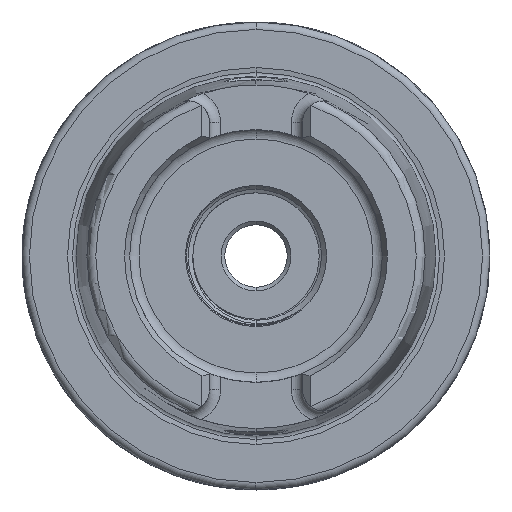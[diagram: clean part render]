
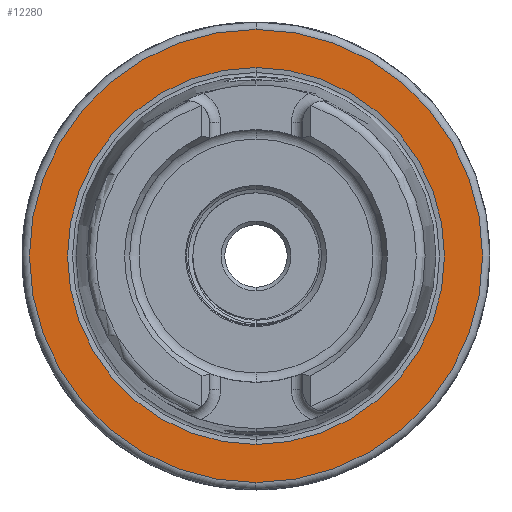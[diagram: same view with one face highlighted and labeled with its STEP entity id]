
A CAD part, left-side view. The second image highlights one B-rep face of the part: STEP entity #12280.
In plain terms, the highlighted planar face has unit normal (-1, 0, 0).
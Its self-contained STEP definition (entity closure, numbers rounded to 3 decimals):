
#3367 = CARTESIAN_POINT ( 'NONE',  ( 0., 0., 30.5 ) ) ;
#3374 = CARTESIAN_POINT ( 'NONE',  ( 0., 0., -25.369 ) ) ;
#3375 = CARTESIAN_POINT ( 'NONE',  ( 0., 0., 25.369 ) ) ;
#5875 = CARTESIAN_POINT ( 'NONE',  ( 0., 0., 0. ) ) ;
#5876 = DIRECTION ( 'NONE',  ( 1., 0., 0. ) ) ;
#5877 = DIRECTION ( 'NONE',  ( 0., 0., -1. ) ) ;
#7932 = VERTEX_POINT ( 'NONE', #9955 ) ;
#7933 = VERTEX_POINT ( 'NONE', #3367 ) ;
#7940 = VERTEX_POINT ( 'NONE', #3374 ) ;
#7941 = VERTEX_POINT ( 'NONE', #3375 ) ;
#8610 = EDGE_LOOP ( 'NONE', ( #13492, #13493 ) ) ;
#8611 = EDGE_LOOP ( 'NONE', ( #13495, #13494 ) ) ;
#9427 = EDGE_CURVE ( 'NONE', #7932, #7933, #15766, .T. ) ;
#9428 = EDGE_CURVE ( 'NONE', #7940, #7941, #15767, .T. ) ;
#9551 = AXIS2_PLACEMENT_3D ( 'NONE', #17151, #17152, #17153 ) ;
#9758 = AXIS2_PLACEMENT_3D ( 'NONE', #5875, #5876, #5877 ) ;
#9955 = CARTESIAN_POINT ( 'NONE',  ( 0., 0., -30.5 ) ) ;
#10138 = FACE_OUTER_BOUND ( 'NONE', #8610, .T. ) ;
#10141 = FACE_BOUND ( 'NONE', #8611, .T. ) ;
#10143 = AXIS2_PLACEMENT_3D ( 'NONE', #10956, #10957, #10958 ) ;
#10955 = PLANE ( 'NONE',  #10143 ) ;
#10956 = CARTESIAN_POINT ( 'NONE',  ( 0., 25.369, 0. ) ) ;
#10957 = DIRECTION ( 'NONE',  ( -1., 0., 0. ) ) ;
#10958 = DIRECTION ( 'NONE',  ( 0., 0., 1. ) ) ;
#12280 = ADVANCED_FACE ( 'NONE', ( #10138, #10141 ), #10955, .T. ) ;
#12331 = EDGE_CURVE ( 'NONE', #7933, #7932, #15866, .T. ) ;
#12439 = EDGE_CURVE ( 'NONE', #7941, #7940, #15905, .T. ) ;
#12476 = AXIS2_PLACEMENT_3D ( 'NONE', #16748, #16749, #16750 ) ;
#13492 = ORIENTED_EDGE ( 'NONE', *, *, #12331, .T. ) ;
#13493 = ORIENTED_EDGE ( 'NONE', *, *, #9427, .T. ) ;
#13494 = ORIENTED_EDGE ( 'NONE', *, *, #9428, .T. ) ;
#13495 = ORIENTED_EDGE ( 'NONE', *, *, #12439, .T. ) ;
#15766 = CIRCLE ( 'NONE', #18897, 30.5 ) ;
#15767 = CIRCLE ( 'NONE', #12476, 25.369 ) ;
#15866 = CIRCLE ( 'NONE', #9551, 30.5 ) ;
#15905 = CIRCLE ( 'NONE', #9758, 25.369 ) ;
#16745 = CARTESIAN_POINT ( 'NONE',  ( 0., 0., 0. ) ) ;
#16746 = DIRECTION ( 'NONE',  ( -1., 0., 0. ) ) ;
#16747 = DIRECTION ( 'NONE',  ( 0., 0., 1. ) ) ;
#16748 = CARTESIAN_POINT ( 'NONE',  ( 0., 0., 0. ) ) ;
#16749 = DIRECTION ( 'NONE',  ( 1., 0., 0. ) ) ;
#16750 = DIRECTION ( 'NONE',  ( 0., 0., -1. ) ) ;
#17151 = CARTESIAN_POINT ( 'NONE',  ( 0., 0., 0. ) ) ;
#17152 = DIRECTION ( 'NONE',  ( -1., 0., 0. ) ) ;
#17153 = DIRECTION ( 'NONE',  ( 0., 0., 1. ) ) ;
#18897 = AXIS2_PLACEMENT_3D ( 'NONE', #16745, #16746, #16747 ) ;
